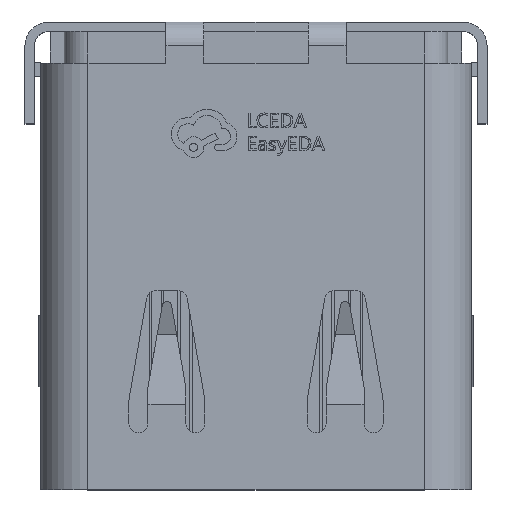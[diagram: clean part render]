
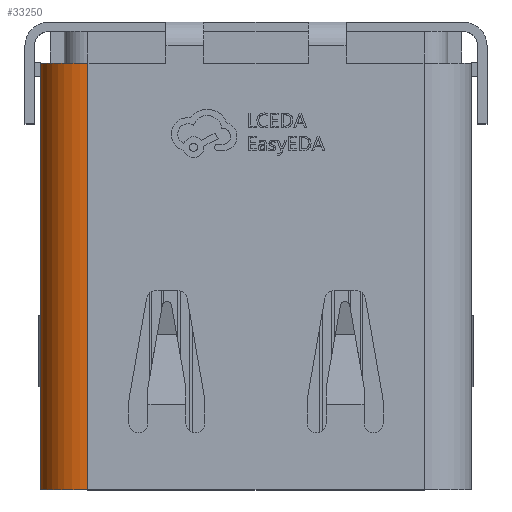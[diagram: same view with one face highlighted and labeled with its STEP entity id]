
A CAD part, top view. The second image highlights one B-rep face of the part: STEP entity #33250.
In plain terms, the highlighted cylindrical face has radius 1 mm (diameter 2 mm), a partial arc.
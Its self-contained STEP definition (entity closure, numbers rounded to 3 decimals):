
#744 = AXIS2_PLACEMENT_3D ( 'NONE', #20342, #23998, #8535 ) ;
#2756 = CARTESIAN_POINT ( 'NONE',  ( -3.545, -4.935, 1.63 ) ) ;
#2882 = CARTESIAN_POINT ( 'NONE',  ( -4.545, -4.935, 0.63 ) ) ;
#3961 = DIRECTION ( 'NONE',  ( 0., 0., 1. ) ) ;
#3996 = CIRCLE ( 'NONE', #15571, 1. ) ;
#4482 = EDGE_CURVE ( 'NONE', #20239, #23215, #24200, .T. ) ;
#5607 = CARTESIAN_POINT ( 'NONE',  ( -3.545, 4.065, 1.63 ) ) ;
#5990 = LINE ( 'NONE', #2756, #30606 ) ;
#8535 = DIRECTION ( 'NONE',  ( 0., 0., 1. ) ) ;
#8559 = AXIS2_PLACEMENT_3D ( 'NONE', #16238, #37556, #3961 ) ;
#11312 = VERTEX_POINT ( 'NONE', #29258 ) ;
#12087 = DIRECTION ( 'NONE',  ( 0., 1., 0. ) ) ;
#13160 = FACE_OUTER_BOUND ( 'NONE', #32360, .T. ) ;
#15411 = CARTESIAN_POINT ( 'NONE',  ( -4.545, -4.935, 0.63 ) ) ;
#15571 = AXIS2_PLACEMENT_3D ( 'NONE', #21312, #12087, #36683 ) ;
#16159 = ORIENTED_EDGE ( 'NONE', *, *, #26495, .T. ) ;
#16238 = CARTESIAN_POINT ( 'NONE',  ( -3.545, -4.935, 0.63 ) ) ;
#16831 = EDGE_CURVE ( 'NONE', #23215, #35026, #3996, .T. ) ;
#19701 = ORIENTED_EDGE ( 'NONE', *, *, #16831, .F. ) ;
#20149 = CIRCLE ( 'NONE', #744, 1. ) ;
#20239 = VERTEX_POINT ( 'NONE', #2882 ) ;
#20342 = CARTESIAN_POINT ( 'NONE',  ( -3.545, -4.935, 0.63 ) ) ;
#21312 = CARTESIAN_POINT ( 'NONE',  ( -3.545, 4.065, 0.63 ) ) ;
#21938 = VECTOR ( 'NONE', #24598, 1000. ) ;
#23215 = VERTEX_POINT ( 'NONE', #35435 ) ;
#23998 = DIRECTION ( 'NONE',  ( 0., 1., 0. ) ) ;
#24200 = LINE ( 'NONE', #15411, #21938 ) ;
#24598 = DIRECTION ( 'NONE',  ( 0., 1., 0. ) ) ;
#24806 = EDGE_CURVE ( 'NONE', #11312, #35026, #5990, .T. ) ;
#26495 = EDGE_CURVE ( 'NONE', #20239, #11312, #20149, .T. ) ;
#29258 = CARTESIAN_POINT ( 'NONE',  ( -3.545, -4.935, 1.63 ) ) ;
#29798 = ORIENTED_EDGE ( 'NONE', *, *, #4482, .F. ) ;
#30334 = DIRECTION ( 'NONE',  ( 0., 1., 0. ) ) ;
#30606 = VECTOR ( 'NONE', #30334, 1000. ) ;
#31710 = CYLINDRICAL_SURFACE ( 'NONE', #8559, 1. ) ;
#32360 = EDGE_LOOP ( 'NONE', ( #37227, #19701, #29798, #16159 ) ) ;
#33250 = ADVANCED_FACE ( 'NONE', ( #13160 ), #31710, .T. ) ;
#35026 = VERTEX_POINT ( 'NONE', #5607 ) ;
#35435 = CARTESIAN_POINT ( 'NONE',  ( -4.545, 4.065, 0.63 ) ) ;
#36683 = DIRECTION ( 'NONE',  ( 0., 0., 1. ) ) ;
#37227 = ORIENTED_EDGE ( 'NONE', *, *, #24806, .T. ) ;
#37556 = DIRECTION ( 'NONE',  ( 0., 1., 0. ) ) ;
